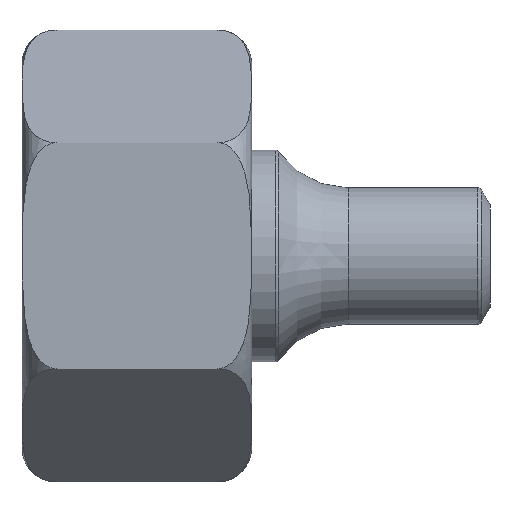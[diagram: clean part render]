
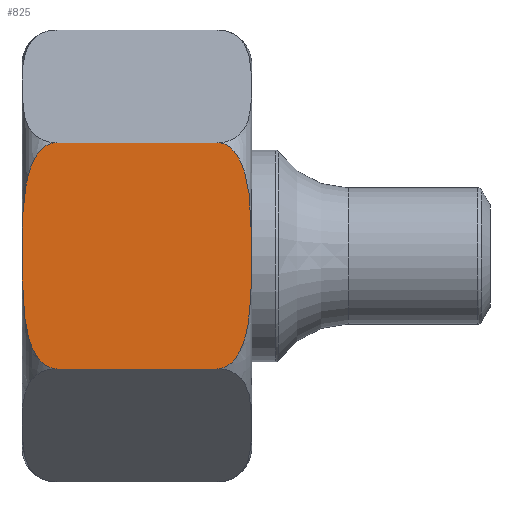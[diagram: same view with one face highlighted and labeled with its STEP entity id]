
A CAD part, top view. The second image highlights one B-rep face of the part: STEP entity #825.
In plain terms, the highlighted face is planar.
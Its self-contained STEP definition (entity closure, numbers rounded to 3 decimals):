
#485=FACE_OUTER_BOUND('',#1226,.T.);
#589=LINE('',#4209,#695);
#590=LINE('',#4214,#696);
#695=VECTOR('',#3134,1.);
#696=VECTOR('',#3139,1.);
#825=ADVANCED_FACE('',(#485),#965,.T.);
#965=PLANE('',#2959);
#1226=EDGE_LOOP('',(#1561,#1562,#1563,#1564));
#1561=ORIENTED_EDGE('',*,*,#2455,.T.);
#1562=ORIENTED_EDGE('',*,*,#2474,.T.);
#1563=ORIENTED_EDGE('',*,*,#2457,.T.);
#1564=ORIENTED_EDGE('',*,*,#2480,.T.);
#2201=VERTEX_POINT('',#4203);
#2204=VERTEX_POINT('',#4208);
#2206=VERTEX_POINT('',#4213);
#2207=VERTEX_POINT('',#4215);
#2455=EDGE_CURVE('',#2201,#2204,#589,.T.);
#2457=EDGE_CURVE('',#2207,#2206,#590,.T.);
#2474=EDGE_CURVE('',#2204,#2207,#2807,.T.);
#2480=EDGE_CURVE('',#2206,#2201,#2809,.T.);
#2807=B_SPLINE_CURVE_WITH_KNOTS('',3,(#4331,#4332,#4333,#4334,#4335,#4336,
#4337,#4338,#4339,#4340,#4341,#4342,#4343,#4344,#4345,#4346,#4347,#4348),
 .UNSPECIFIED.,.F.,.F.,(4,2,2,2,2,2,2,2,4),(0.,0.063,0.125,
0.25,0.5,0.75,0.875,0.938,1.),.UNSPECIFIED.);
#2809=B_SPLINE_CURVE_WITH_KNOTS('',3,(#4376,#4377,#4378,#4379,#4380,#4381,
#4382,#4383,#4384,#4385,#4386,#4387,#4388,#4389,#4390,#4391,#4392,#4393),
 .UNSPECIFIED.,.F.,.F.,(4,2,2,2,2,2,2,2,4),(0.,0.063,0.125,0.25,0.5,0.75,
0.875,0.938,1.),.UNSPECIFIED.);
#2959=AXIS2_PLACEMENT_3D('',#4492,#3209,#3210);
#3134=DIRECTION('',(-1.,0.,0.));
#3139=DIRECTION('',(1.,0.,0.));
#3209=DIRECTION('',(0.,0.866,-0.5));
#3210=DIRECTION('',(0.,0.5,0.866));
#4203=CARTESIAN_POINT('',(23.,13.279,-23.));
#4208=CARTESIAN_POINT('',(4.,13.279,-23.));
#4209=CARTESIAN_POINT('',(0.,13.279,-23.));
#4213=CARTESIAN_POINT('',(23.,26.558,0.));
#4214=CARTESIAN_POINT('',(0.,26.558,0.));
#4215=CARTESIAN_POINT('',(4.,26.558,0.));
#4331=CARTESIAN_POINT('',(4.,13.279,-23.));
#4332=CARTESIAN_POINT('',(3.366,13.279,-23.));
#4333=CARTESIAN_POINT('',(2.773,13.439,-22.723));
#4334=CARTESIAN_POINT('',(1.875,13.872,-21.973));
#4335=CARTESIAN_POINT('',(1.54,14.144,-21.502));
#4336=CARTESIAN_POINT('',(0.755,14.989,-20.037));
#4337=CARTESIAN_POINT('',(0.499,15.607,-18.968));
#4338=CARTESIAN_POINT('',(0.008,17.439,-15.795));
#4339=CARTESIAN_POINT('',(0.024,18.686,-13.636));
#4340=CARTESIAN_POINT('',(0.025,21.164,-9.344));
#4341=CARTESIAN_POINT('',(0.008,22.409,-7.186));
#4342=CARTESIAN_POINT('',(0.505,24.247,-4.003));
#4343=CARTESIAN_POINT('',(0.762,24.86,-2.941));
#4344=CARTESIAN_POINT('',(1.552,25.704,-1.48));
#4345=CARTESIAN_POINT('',(1.886,25.973,-1.014));
#4346=CARTESIAN_POINT('',(2.784,26.402,-0.271));
#4347=CARTESIAN_POINT('',(3.371,26.558,0.));
#4348=CARTESIAN_POINT('',(4.,26.558,0.));
#4376=CARTESIAN_POINT('',(23.,26.558,0.));
#4377=CARTESIAN_POINT('',(23.634,26.558,0.));
#4378=CARTESIAN_POINT('',(24.227,26.398,-0.277));
#4379=CARTESIAN_POINT('',(25.125,25.965,-1.027));
#4380=CARTESIAN_POINT('',(25.46,25.693,-1.498));
#4381=CARTESIAN_POINT('',(26.245,24.848,-2.963));
#4382=CARTESIAN_POINT('',(26.501,24.231,-4.032));
#4383=CARTESIAN_POINT('',(26.992,22.398,-7.205));
#4384=CARTESIAN_POINT('',(26.976,21.152,-9.364));
#4385=CARTESIAN_POINT('',(26.975,18.674,-13.656));
#4386=CARTESIAN_POINT('',(26.992,17.428,-15.814));
#4387=CARTESIAN_POINT('',(26.495,15.59,-18.997));
#4388=CARTESIAN_POINT('',(26.238,14.977,-20.059));
#4389=CARTESIAN_POINT('',(25.448,14.133,-21.52));
#4390=CARTESIAN_POINT('',(25.114,13.864,-21.986));
#4391=CARTESIAN_POINT('',(24.216,13.435,-22.729));
#4392=CARTESIAN_POINT('',(23.629,13.279,-23.));
#4393=CARTESIAN_POINT('',(23.,13.279,-23.));
#4492=CARTESIAN_POINT('',(29.7,26.558,0.));
